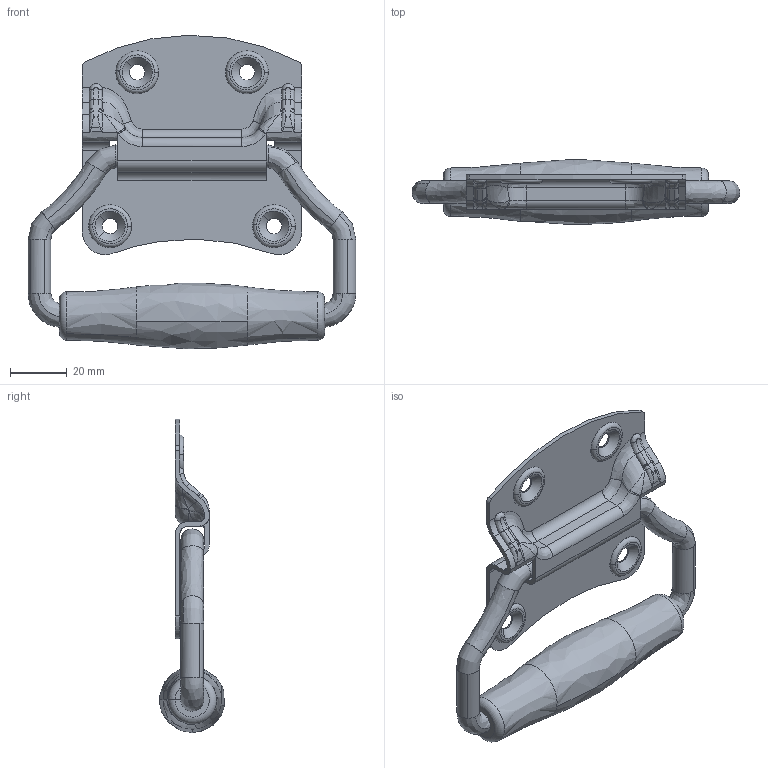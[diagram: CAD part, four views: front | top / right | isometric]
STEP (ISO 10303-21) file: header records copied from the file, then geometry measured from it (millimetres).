
FILE_DESCRIPTION((''),'2;1');
FILE_NAME('','2006-01-17T11:47:48',(''),(''),'','CADfix','');
FILE_SCHEMA(('AUTOMOTIVE_DESIGN'));
Length unit declared in the file: millimetre
Products named in the file (3): grip; base; THA_7_3307_36
Assembly tree (2 placements, depth 2):
  THA_7_3307_36
    grip
    base
Bounding box: 115 x 22.8 x 109.98 mm (x, y, z)
Volume: 47845.4 mm3; surface area: 25915.4 mm2
Topology: 2 solids, 2 shells, 298 faces, 944 edges, 653 vertices
Faces by surface type: bspline 296, torus 2
Entity records: 22538 total; most frequent: CARTESIAN_POINT 17030, ORIENTED_EDGE 1886, EDGE_CURVE 943, VERTEX_POINT 653, B_SPLINE_CURVE_WITH_KNOTS 644, EDGE_LOOP 316, FACE_OUTER_BOUND 298, ADVANCED_FACE 298
